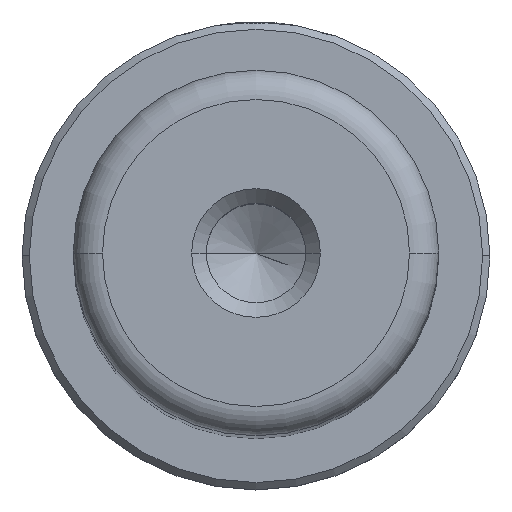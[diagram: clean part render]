
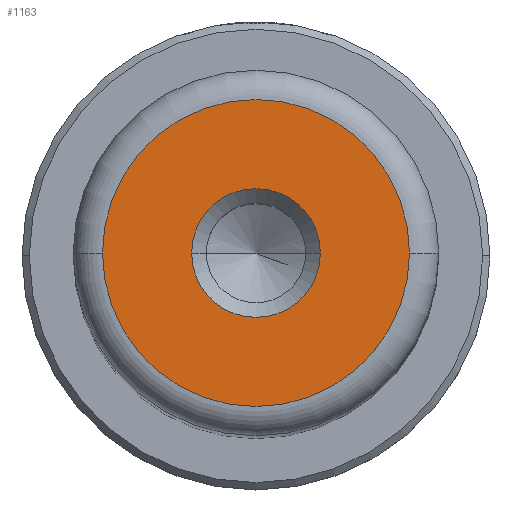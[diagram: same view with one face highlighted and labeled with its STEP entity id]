
A CAD part, top view. The second image highlights one B-rep face of the part: STEP entity #1163.
In plain terms, the highlighted planar face has unit normal (0, 0, 1).
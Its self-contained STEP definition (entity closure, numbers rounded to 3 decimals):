
#30 = DIRECTION ( 'NONE',  ( 0., 0., 1. ) ) ;
#86 = ORIENTED_EDGE ( 'NONE', *, *, #1592, .T. ) ;
#221 = AXIS2_PLACEMENT_3D ( 'NONE', #1654, #30, #1207 ) ;
#241 = VERTEX_POINT ( 'NONE', #1963 ) ;
#245 = AXIS2_PLACEMENT_3D ( 'NONE', #1547, #616, #1686 ) ;
#361 = VERTEX_POINT ( 'NONE', #1913 ) ;
#364 = VERTEX_POINT ( 'NONE', #1911 ) ;
#373 = DIRECTION ( 'NONE',  ( 0., 0., -1. ) ) ;
#394 = CARTESIAN_POINT ( 'NONE',  ( 0., 0., 136. ) ) ;
#412 = AXIS2_PLACEMENT_3D ( 'NONE', #1325, #373, #1480 ) ;
#532 = EDGE_CURVE ( 'NONE', #361, #364, #574, .T. ) ;
#573 = DIRECTION ( 'NONE',  ( 1., 0., 0. ) ) ;
#574 = CIRCLE ( 'NONE', #2050, 10.5 ) ;
#588 = ORIENTED_EDGE ( 'NONE', *, *, #1637, .T. ) ;
#606 = VERTEX_POINT ( 'NONE', #721 ) ;
#616 = DIRECTION ( 'NONE',  ( 0., 0., -1. ) ) ;
#712 = EDGE_LOOP ( 'NONE', ( #86, #1410 ) ) ;
#721 = CARTESIAN_POINT ( 'NONE',  ( 4.4, 0., 136. ) ) ;
#725 = CIRCLE ( 'NONE', #245, 4.4 ) ;
#885 = PLANE ( 'NONE',  #221 ) ;
#1027 = FACE_OUTER_BOUND ( 'NONE', #1120, .T. ) ;
#1120 = EDGE_LOOP ( 'NONE', ( #588, #1256 ) ) ;
#1163 = ADVANCED_FACE ( 'NONE', ( #1443, #1027 ), #885, .T. ) ;
#1207 = DIRECTION ( 'NONE',  ( 1., 0., 0. ) ) ;
#1249 = AXIS2_PLACEMENT_3D ( 'NONE', #394, #1494, #573 ) ;
#1256 = ORIENTED_EDGE ( 'NONE', *, *, #532, .T. ) ;
#1260 = DIRECTION ( 'NONE',  ( 1., 0., 0. ) ) ;
#1267 = DIRECTION ( 'NONE',  ( 0., 0., 1. ) ) ;
#1283 = CARTESIAN_POINT ( 'NONE',  ( 0., 0., 136. ) ) ;
#1287 = CIRCLE ( 'NONE', #1249, 10.5 ) ;
#1325 = CARTESIAN_POINT ( 'NONE',  ( 0., 0., 136. ) ) ;
#1395 = CIRCLE ( 'NONE', #412, 4.4 ) ;
#1410 = ORIENTED_EDGE ( 'NONE', *, *, #1807, .T. ) ;
#1443 = FACE_BOUND ( 'NONE', #712, .T. ) ;
#1480 = DIRECTION ( 'NONE',  ( 1., 0., 0. ) ) ;
#1494 = DIRECTION ( 'NONE',  ( 0., 0., 1. ) ) ;
#1547 = CARTESIAN_POINT ( 'NONE',  ( 0., 0., 136. ) ) ;
#1592 = EDGE_CURVE ( 'NONE', #606, #241, #1395, .T. ) ;
#1637 = EDGE_CURVE ( 'NONE', #364, #361, #1287, .T. ) ;
#1654 = CARTESIAN_POINT ( 'NONE',  ( 0., 0., 136. ) ) ;
#1686 = DIRECTION ( 'NONE',  ( 1., 0., 0. ) ) ;
#1807 = EDGE_CURVE ( 'NONE', #241, #606, #725, .T. ) ;
#1911 = CARTESIAN_POINT ( 'NONE',  ( 10.5, 0., 136. ) ) ;
#1913 = CARTESIAN_POINT ( 'NONE',  ( -10.5, 0., 136. ) ) ;
#1963 = CARTESIAN_POINT ( 'NONE',  ( -4.4, 0., 136. ) ) ;
#2050 = AXIS2_PLACEMENT_3D ( 'NONE', #1283, #1267, #1260 ) ;
